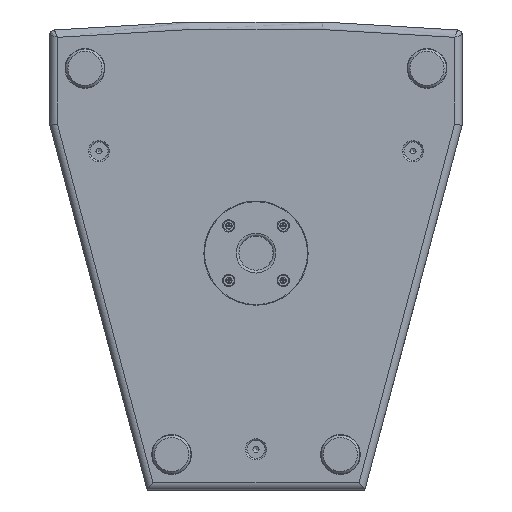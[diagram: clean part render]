
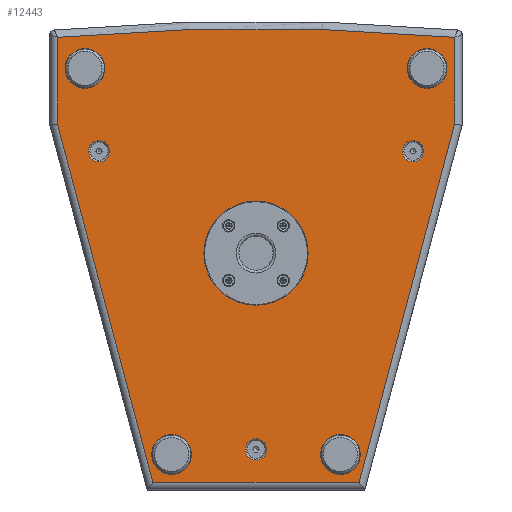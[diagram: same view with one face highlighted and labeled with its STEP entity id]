
A CAD part, front view. The second image highlights one B-rep face of the part: STEP entity #12443.
In plain terms, the highlighted planar face has unit normal (0, -1, 0).
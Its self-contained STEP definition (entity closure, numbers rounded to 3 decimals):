
#141=FACE_BOUND('',#3003,.T.);
#142=FACE_BOUND('',#3004,.T.);
#143=FACE_BOUND('',#3005,.T.);
#144=FACE_BOUND('',#3006,.T.);
#145=FACE_BOUND('',#3007,.T.);
#146=FACE_BOUND('',#3008,.T.);
#147=FACE_BOUND('',#3009,.T.);
#148=FACE_BOUND('',#3010,.T.);
#1425=PLANE('',#13713);
#2232=FACE_OUTER_BOUND('',#3002,.T.);
#3002=EDGE_LOOP('',(#11048,#11049,#11050,#11051,#11052,#11053));
#3003=EDGE_LOOP('',(#11054));
#3004=EDGE_LOOP('',(#11055));
#3005=EDGE_LOOP('',(#11056));
#3006=EDGE_LOOP('',(#11057));
#3007=EDGE_LOOP('',(#11058));
#3008=EDGE_LOOP('',(#11059));
#3009=EDGE_LOOP('',(#11060));
#3010=EDGE_LOOP('',(#11061));
#3740=LINE('',#23550,#4401);
#3741=LINE('',#23552,#4402);
#3742=LINE('',#23554,#4403);
#3743=LINE('',#23556,#4404);
#3744=LINE('',#23557,#4405);
#4401=VECTOR('',#16725,1000.);
#4402=VECTOR('',#16726,1000.);
#4403=VECTOR('',#16727,1000.);
#4404=VECTOR('',#16728,1000.);
#4405=VECTOR('',#16729,1000.);
#4978=CIRCLE('',#13690,2384.1);
#4980=CIRCLE('',#13693,11.2);
#4981=CIRCLE('',#13695,11.2);
#4982=CIRCLE('',#13697,11.2);
#4984=CIRCLE('',#13700,21.);
#4986=CIRCLE('',#13703,21.);
#4988=CIRCLE('',#13706,21.);
#4990=CIRCLE('',#13709,21.);
#4992=CIRCLE('',#13712,55.);
#6156=VERTEX_POINT('',#23368);
#6157=VERTEX_POINT('',#23369);
#6160=VERTEX_POINT('',#23507);
#6161=VERTEX_POINT('',#23511);
#6162=VERTEX_POINT('',#23515);
#6164=VERTEX_POINT('',#23521);
#6166=VERTEX_POINT('',#23527);
#6168=VERTEX_POINT('',#23533);
#6170=VERTEX_POINT('',#23539);
#6172=VERTEX_POINT('',#23545);
#6173=VERTEX_POINT('',#23549);
#6174=VERTEX_POINT('',#23551);
#6175=VERTEX_POINT('',#23553);
#6176=VERTEX_POINT('',#23555);
#7819=EDGE_CURVE('',#6156,#6157,#4978,.T.);
#7824=EDGE_CURVE('',#6160,#6160,#4980,.T.);
#7826=EDGE_CURVE('',#6161,#6161,#4981,.T.);
#7828=EDGE_CURVE('',#6162,#6162,#4982,.T.);
#7831=EDGE_CURVE('',#6164,#6164,#4984,.T.);
#7834=EDGE_CURVE('',#6166,#6166,#4986,.T.);
#7837=EDGE_CURVE('',#6168,#6168,#4988,.T.);
#7840=EDGE_CURVE('',#6170,#6170,#4990,.T.);
#7843=EDGE_CURVE('',#6172,#6172,#4992,.T.);
#7844=EDGE_CURVE('',#6173,#6156,#3740,.T.);
#7845=EDGE_CURVE('',#6157,#6174,#3741,.T.);
#7846=EDGE_CURVE('',#6174,#6175,#3742,.T.);
#7847=EDGE_CURVE('',#6175,#6176,#3743,.T.);
#7848=EDGE_CURVE('',#6176,#6173,#3744,.T.);
#11048=ORIENTED_EDGE('',*,*,#7844,.T.);
#11049=ORIENTED_EDGE('',*,*,#7819,.T.);
#11050=ORIENTED_EDGE('',*,*,#7845,.T.);
#11051=ORIENTED_EDGE('',*,*,#7846,.T.);
#11052=ORIENTED_EDGE('',*,*,#7847,.T.);
#11053=ORIENTED_EDGE('',*,*,#7848,.T.);
#11054=ORIENTED_EDGE('',*,*,#7824,.F.);
#11055=ORIENTED_EDGE('',*,*,#7826,.F.);
#11056=ORIENTED_EDGE('',*,*,#7843,.F.);
#11057=ORIENTED_EDGE('',*,*,#7840,.F.);
#11058=ORIENTED_EDGE('',*,*,#7837,.F.);
#11059=ORIENTED_EDGE('',*,*,#7834,.F.);
#11060=ORIENTED_EDGE('',*,*,#7831,.F.);
#11061=ORIENTED_EDGE('',*,*,#7828,.F.);
#12443=ADVANCED_FACE('',(#2232,#141,#142,#143,#144,#145,#146,#147,#148),
#1425,.F.);
#13690=AXIS2_PLACEMENT_3D('',#23370,#16669,#16670);
#13693=AXIS2_PLACEMENT_3D('',#23509,#16676,#16677);
#13695=AXIS2_PLACEMENT_3D('',#23513,#16681,#16682);
#13697=AXIS2_PLACEMENT_3D('',#23517,#16686,#16687);
#13700=AXIS2_PLACEMENT_3D('',#23523,#16693,#16694);
#13703=AXIS2_PLACEMENT_3D('',#23529,#16700,#16701);
#13706=AXIS2_PLACEMENT_3D('',#23535,#16707,#16708);
#13709=AXIS2_PLACEMENT_3D('',#23541,#16714,#16715);
#13712=AXIS2_PLACEMENT_3D('',#23547,#16721,#16722);
#13713=AXIS2_PLACEMENT_3D('',#23548,#16723,#16724);
#16669=DIRECTION('center_axis',(0.,-1.,0.));
#16670=DIRECTION('ref_axis',(0.,0.,1.));
#16676=DIRECTION('center_axis',(0.,-1.,0.));
#16677=DIRECTION('ref_axis',(0.,0.,-1.));
#16681=DIRECTION('center_axis',(0.,-1.,0.));
#16682=DIRECTION('ref_axis',(0.,0.,-1.));
#16686=DIRECTION('center_axis',(0.,-1.,0.));
#16687=DIRECTION('ref_axis',(0.,0.,-1.));
#16693=DIRECTION('center_axis',(0.,-1.,0.));
#16694=DIRECTION('ref_axis',(0.,0.,-1.));
#16700=DIRECTION('center_axis',(0.,-1.,0.));
#16701=DIRECTION('ref_axis',(0.,0.,-1.));
#16707=DIRECTION('center_axis',(0.,-1.,0.));
#16708=DIRECTION('ref_axis',(0.,0.,-1.));
#16714=DIRECTION('center_axis',(0.,-1.,0.));
#16715=DIRECTION('ref_axis',(0.,0.,-1.));
#16721=DIRECTION('center_axis',(0.,-1.,0.));
#16722=DIRECTION('ref_axis',(0.,0.,-1.));
#16723=DIRECTION('center_axis',(0.,1.,0.));
#16724=DIRECTION('ref_axis',(0.,0.,1.));
#16725=DIRECTION('',(0.,0.,1.));
#16726=DIRECTION('',(0.,0.,-1.));
#16727=DIRECTION('',(0.257,0.,-0.966));
#16728=DIRECTION('',(1.,0.,0.));
#16729=DIRECTION('',(0.257,0.,0.966));
#23368=CARTESIAN_POINT('',(209.5,0.,-17.223));
#23369=CARTESIAN_POINT('',(-209.5,0.,-17.223));
#23370=CARTESIAN_POINT('Origin',(0.,0.,-2392.1));
#23507=CARTESIAN_POINT('',(0.,0.,
-440.8));
#23509=CARTESIAN_POINT('Origin',(0.,0.,-452.));
#23511=CARTESIAN_POINT('',(165.731,0.,-126.111));
#23513=CARTESIAN_POINT('Origin',(165.731,0.,
-137.311));
#23515=CARTESIAN_POINT('',(-165.731,0.,-126.111));
#23517=CARTESIAN_POINT('Origin',(-165.731,0.,
-137.311));
#23521=CARTESIAN_POINT('',(-180.5,0.,-29.));
#23523=CARTESIAN_POINT('Origin',(-180.5,0.,-50.));
#23527=CARTESIAN_POINT('',(180.5,0.,-29.));
#23529=CARTESIAN_POINT('Origin',(180.5,0.,-50.));
#23533=CARTESIAN_POINT('',(89.,0.,-436.5));
#23535=CARTESIAN_POINT('Origin',(89.,0.,-457.5));
#23539=CARTESIAN_POINT('',(-89.,0.,-436.5));
#23541=CARTESIAN_POINT('Origin',(-89.,0.,-457.5));
#23545=CARTESIAN_POINT('',(0.,0.,-190.));
#23547=CARTESIAN_POINT('Origin',(0.,0.,-245.));
#23548=CARTESIAN_POINT('Origin',(0.,0.,-2392.1));
#23549=CARTESIAN_POINT('',(209.5,0.,-108.953));
#23550=CARTESIAN_POINT('',(209.5,0.,-2392.1));
#23551=CARTESIAN_POINT('',(-209.5,0.,-108.953));
#23552=CARTESIAN_POINT('',(-209.5,0.,-2392.1));
#23553=CARTESIAN_POINT('',(-108.851,0.,-487.));
#23554=CARTESIAN_POINT('',(371.984,0.,-2293.065));
#23555=CARTESIAN_POINT('',(108.851,0.,-487.));
#23556=CARTESIAN_POINT('',(0.,0.,-487.));
#23557=CARTESIAN_POINT('',(-371.984,0.,-2293.065));
